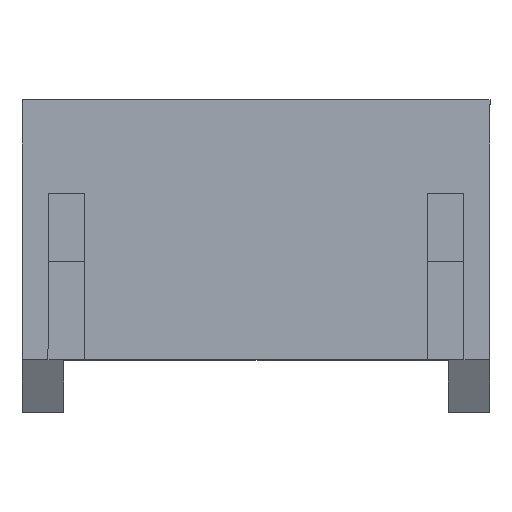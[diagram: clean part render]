
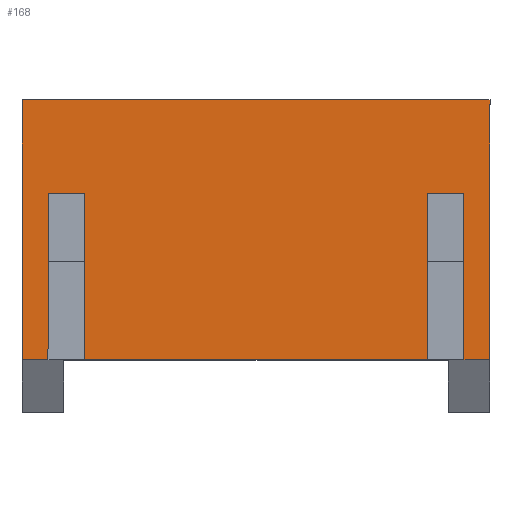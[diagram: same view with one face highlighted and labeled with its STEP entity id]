
A CAD part, top view. The second image highlights one B-rep face of the part: STEP entity #168.
In plain terms, the highlighted planar face has unit normal (0, 0, 1).
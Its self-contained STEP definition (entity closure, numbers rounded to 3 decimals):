
#65=CARTESIAN_POINT('',(4.95,-0.65,3.7));
#66=DIRECTION('',(0.0,0.0,-1.0));
#67=DIRECTION('',(0.0,-1.0,0.0));
#68=AXIS2_PLACEMENT_3D('',#65,#66,#67);
#69=PLANE('',#68);
#70=CARTESIAN_POINT('',(-4.,-0.4,3.7));
#71=VERTEX_POINT('',#70);
#72=CARTESIAN_POINT('',(-4.5,-0.4,3.7));
#73=VERTEX_POINT('',#72);
#74=CARTESIAN_POINT('',(-4.,-0.4,3.7));
#75=DIRECTION('',(-1.0,0.0,0.0));
#76=VECTOR('',#75,0.5);
#77=LINE('',#74,#76);
#78=EDGE_CURVE('',#71,#73,#77,.T.);
#79=ORIENTED_EDGE('',*,*,#78,.F.);
#80=CARTESIAN_POINT('',(-4.,2.8,3.7));
#81=VERTEX_POINT('',#80);
#82=CARTESIAN_POINT('',(-4.,2.8,3.7));
#83=DIRECTION('',(0.0,-1.0,0.0));
#84=VECTOR('',#83,3.2);
#85=LINE('',#82,#84);
#86=EDGE_CURVE('',#81,#71,#85,.T.);
#87=ORIENTED_EDGE('',*,*,#86,.F.);
#88=CARTESIAN_POINT('',(-3.3,2.8,3.7));
#89=VERTEX_POINT('',#88);
#90=CARTESIAN_POINT('',(-3.3,2.8,3.7));
#91=DIRECTION('',(-1.0,0.0,0.0));
#92=VECTOR('',#91,0.7);
#93=LINE('',#90,#92);
#94=EDGE_CURVE('',#89,#81,#93,.T.);
#95=ORIENTED_EDGE('',*,*,#94,.F.);
#96=CARTESIAN_POINT('',(-3.3,-0.4,3.7));
#97=VERTEX_POINT('',#96);
#98=CARTESIAN_POINT('',(-3.3,-0.4,3.7));
#99=DIRECTION('',(0.0,1.0,0.0));
#100=VECTOR('',#99,3.2);
#101=LINE('',#98,#100);
#102=EDGE_CURVE('',#97,#89,#101,.T.);
#103=ORIENTED_EDGE('',*,*,#102,.F.);
#104=CARTESIAN_POINT('',(3.3,-0.4,3.7));
#105=VERTEX_POINT('',#104);
#106=CARTESIAN_POINT('',(3.3,-0.4,3.7));
#107=DIRECTION('',(-1.0,0.0,0.0));
#108=VECTOR('',#107,6.6);
#109=LINE('',#106,#108);
#110=EDGE_CURVE('',#105,#97,#109,.T.);
#111=ORIENTED_EDGE('',*,*,#110,.F.);
#112=CARTESIAN_POINT('',(3.3,2.8,3.7));
#113=VERTEX_POINT('',#112);
#114=CARTESIAN_POINT('',(3.3,2.8,3.7));
#115=DIRECTION('',(0.0,-1.0,0.0));
#116=VECTOR('',#115,3.2);
#117=LINE('',#114,#116);
#118=EDGE_CURVE('',#113,#105,#117,.T.);
#119=ORIENTED_EDGE('',*,*,#118,.F.);
#120=CARTESIAN_POINT('',(4.,2.8,3.7));
#121=VERTEX_POINT('',#120);
#122=CARTESIAN_POINT('',(4.,2.8,3.7));
#123=DIRECTION('',(-1.0,0.0,0.0));
#124=VECTOR('',#123,0.7);
#125=LINE('',#122,#124);
#126=EDGE_CURVE('',#121,#113,#125,.T.);
#127=ORIENTED_EDGE('',*,*,#126,.F.);
#128=CARTESIAN_POINT('',(4.,-0.4,3.7));
#129=VERTEX_POINT('',#128);
#130=CARTESIAN_POINT('',(4.,-0.4,3.7));
#131=DIRECTION('',(0.0,1.0,0.0));
#132=VECTOR('',#131,3.2);
#133=LINE('',#130,#132);
#134=EDGE_CURVE('',#129,#121,#133,.T.);
#135=ORIENTED_EDGE('',*,*,#134,.F.);
#136=CARTESIAN_POINT('',(4.5,-0.4,3.7));
#137=VERTEX_POINT('',#136);
#138=CARTESIAN_POINT('',(4.5,-0.4,3.7));
#139=DIRECTION('',(-1.0,0.0,0.0));
#140=VECTOR('',#139,0.5);
#141=LINE('',#138,#140);
#142=EDGE_CURVE('',#137,#129,#141,.T.);
#143=ORIENTED_EDGE('',*,*,#142,.F.);
#144=CARTESIAN_POINT('',(4.5,4.6,3.7));
#145=VERTEX_POINT('',#144);
#146=CARTESIAN_POINT('',(4.5,4.6,3.7));
#147=DIRECTION('',(0.0,-1.0,0.0));
#148=VECTOR('',#147,5.);
#149=LINE('',#146,#148);
#150=EDGE_CURVE('',#145,#137,#149,.T.);
#151=ORIENTED_EDGE('',*,*,#150,.F.);
#152=CARTESIAN_POINT('',(-4.5,4.6,3.7));
#153=VERTEX_POINT('',#152);
#154=CARTESIAN_POINT('',(4.5,4.6,3.7));
#155=DIRECTION('',(-1.0,0.0,0.0));
#156=VECTOR('',#155,9.0);
#157=LINE('',#154,#156);
#158=EDGE_CURVE('',#145,#153,#157,.T.);
#159=ORIENTED_EDGE('',*,*,#158,.T.);
#160=CARTESIAN_POINT('',(-4.5,4.6,3.7));
#161=DIRECTION('',(0.0,-1.0,0.0));
#162=VECTOR('',#161,5.0);
#163=LINE('',#160,#162);
#164=EDGE_CURVE('',#153,#73,#163,.T.);
#165=ORIENTED_EDGE('',*,*,#164,.T.);
#166=EDGE_LOOP('',(#79,#87,#95,#103,#111,#119,#127,#135,#143,#151,#159,#165));
#167=FACE_OUTER_BOUND('',#166,.T.);
#168=ADVANCED_FACE('',(#167),#69,.F.);
